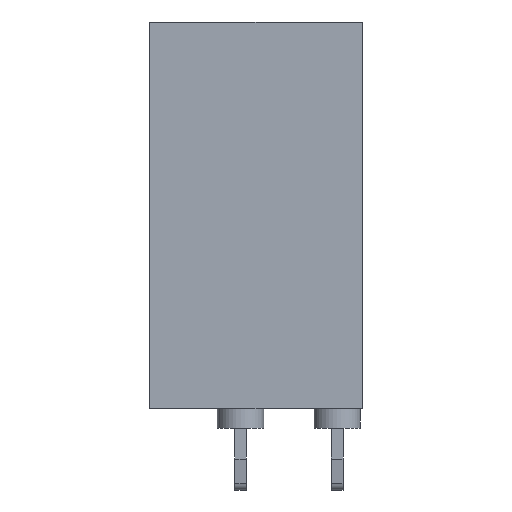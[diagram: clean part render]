
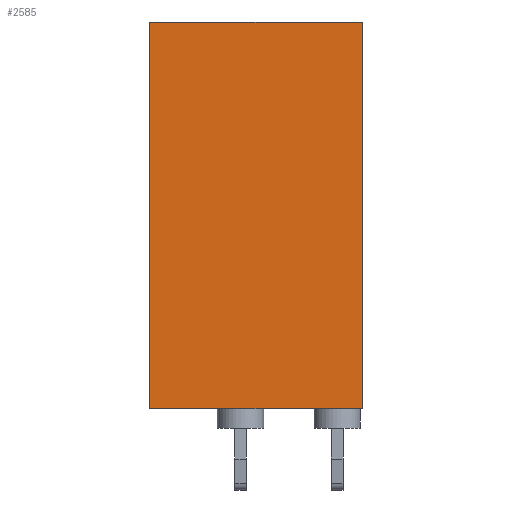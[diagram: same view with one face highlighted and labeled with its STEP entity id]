
A CAD part, left-side view. The second image highlights one B-rep face of the part: STEP entity #2585.
In plain terms, the highlighted planar face has unit normal (-1, 0, 0).
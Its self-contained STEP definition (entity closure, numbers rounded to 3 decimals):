
#54=PLANE('',#2814);
#166=FACE_OUTER_BOUND('',#324,.T.);
#324=EDGE_LOOP('',(#1851,#1852,#1853,#1854));
#473=LINE('',#3879,#715);
#511=LINE('',#4014,#753);
#524=LINE('',#4053,#766);
#526=LINE('',#4067,#768);
#715=VECTOR('',#3086,1.);
#753=VECTOR('',#3228,1.);
#766=VECTOR('',#3263,1.);
#768=VECTOR('',#3279,1.);
#1080=VERTEX_POINT('',#3876);
#1081=VERTEX_POINT('',#3878);
#1126=VERTEX_POINT('',#4013);
#1141=VERTEX_POINT('',#4052);
#1317=EDGE_CURVE('',#1080,#1081,#473,.T.);
#1387=EDGE_CURVE('',#1081,#1126,#511,.T.);
#1408=EDGE_CURVE('',#1126,#1141,#524,.T.);
#1415=EDGE_CURVE('',#1080,#1141,#526,.T.);
#1851=ORIENTED_EDGE('',*,*,#1387,.F.);
#1852=ORIENTED_EDGE('',*,*,#1317,.F.);
#1853=ORIENTED_EDGE('',*,*,#1415,.T.);
#1854=ORIENTED_EDGE('',*,*,#1408,.F.);
#2585=ADVANCED_FACE('',(#166),#54,.T.);
#2814=AXIS2_PLACEMENT_3D('',#4066,#3277,#3278);
#3086=DIRECTION('',(0.,-1.,0.));
#3228=DIRECTION('',(0.,0.,-1.));
#3263=DIRECTION('',(0.,1.,0.));
#3277=DIRECTION('center_axis',(-1.,0.,0.));
#3278=DIRECTION('ref_axis',(0.,1.,0.));
#3279=DIRECTION('',(0.,0.,-1.));
#3876=CARTESIAN_POINT('',(-0.9,2.35,10.5));
#3878=CARTESIAN_POINT('',(-0.9,-3.15,10.5));
#3879=CARTESIAN_POINT('',(-0.9,2.4,10.5));
#4013=CARTESIAN_POINT('',(-0.9,-3.15,0.5));
#4014=CARTESIAN_POINT('',(-0.9,-3.15,-3.039));
#4052=CARTESIAN_POINT('',(-0.9,2.35,0.5));
#4053=CARTESIAN_POINT('',(-0.9,2.4,0.5));
#4066=CARTESIAN_POINT('Origin',(-0.9,1.105,1.719));
#4067=CARTESIAN_POINT('',(-0.9,2.35,-3.039));
